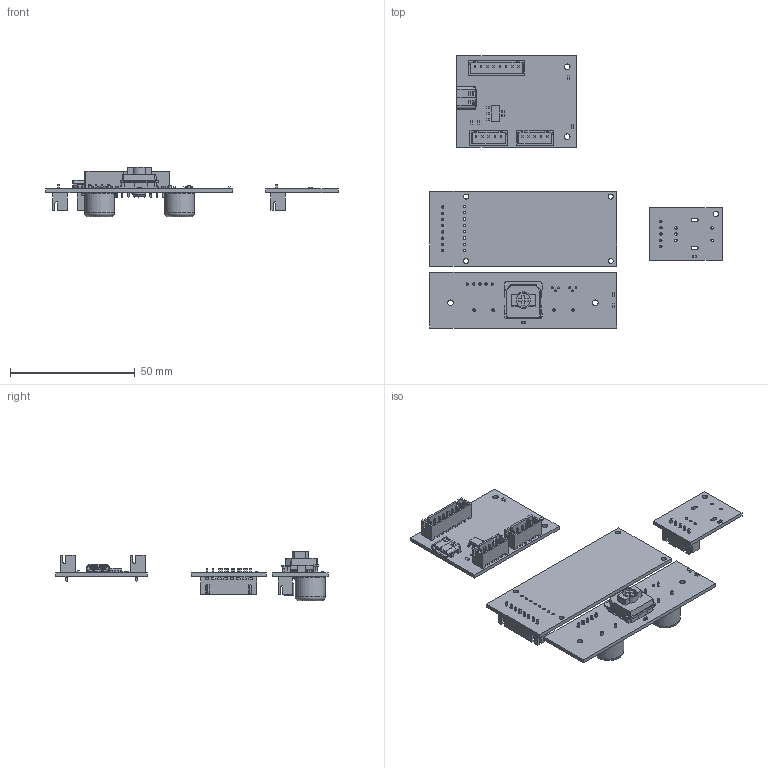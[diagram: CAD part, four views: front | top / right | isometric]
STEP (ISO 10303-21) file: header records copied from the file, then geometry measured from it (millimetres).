
FILE_DESCRIPTION(('KiCad electronic assembly'),'2;1');
FILE_NAME('clock.step','2025-06-30T09:57:01',('Pcbnew'),('Kicad'), 'Open CASCADE STEP processor 7.8','KiCad to STEP converter','Unknown' );
FILE_SCHEMA(('AUTOMOTIVE_DESIGN { 1 0 10303 214 1 1 1 1 }'));
Length unit declared in the file: millimetre
Products named in the file (16): clock 1; ks33; clock 1.1.1; D_0603_1608Metric; JST_XH_B5B-XH-A_1x05_P2.50mm_Vertical; C_0603_1608Metric; JST_XH_B8B-XH-A_1x08_P2.50mm_Vertical; R_0603_1608Metric; SOT-223; USB_C_Receptacle_GCT_USB4105-xx-A_16P_TopMnt_Horizontal; TO-92; Buzzer_12x9.5RM7.6; clock_PCB_1; clock_PCB_2; clock_PCB_3; clock_PCB_4
Assembly tree (26 placements, depth 3):
  clock 1
    ks33
      clock 1.1.1
    D_0603_1608Metric  x2
    JST_XH_B5B-XH-A_1x05_P2.50mm_Vertical  x4
    C_0603_1608Metric  x3
    JST_XH_B8B-XH-A_1x08_P2.50mm_Vertical  x2
    R_0603_1608Metric  x3
    SOT-223
    USB_C_Receptacle_GCT_USB4105-xx-A_16P_TopMnt_Horizontal
    TO-92  x2
    Buzzer_12x9.5RM7.6  x2
    clock_PCB_1
    clock_PCB_2
    clock_PCB_3
    clock_PCB_4
Bounding box: 117 x 108.92 x 19.76 mm (x, y, z)
Volume: 14328.7 mm3; surface area: 22769.5 mm2
Topology: 65 solids, 65 shells, 2543 faces, 6505 edges, 4179 vertices
Faces by surface type: plane 2095, cylinder 411, bspline 16, cone 9, torus 8, sphere 4
Full cylindrical faces by diameter (mm): 0.5 x2, 0.65 x2, 0.75 x6, 0.9 x4, 0.95 x36, 1 x21, 1.8 x1, 2 x6, 2.2 x5, 3 x2, 5.05 x1, 5.1 x1, 5.7 x1, 12 x2
Entity records: 58467 total; most frequent: CARTESIAN_POINT 8771, ORIENTED_EDGE 8330, DIRECTION 8100, EDGE_CURVE 4165, LINE 3436, VECTOR 3436, VERTEX_POINT 2679, AXIS2_PLACEMENT_3D 2332
